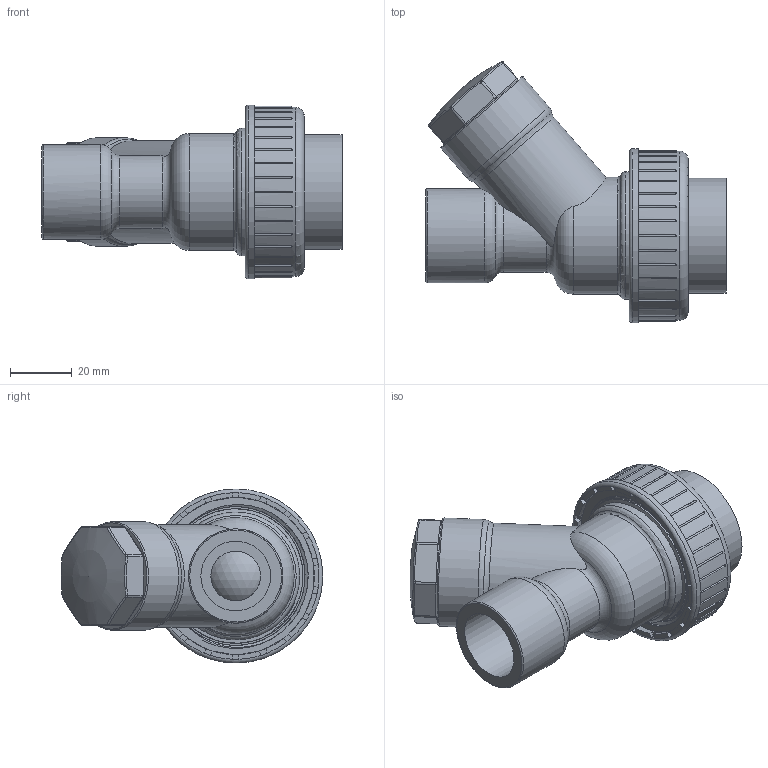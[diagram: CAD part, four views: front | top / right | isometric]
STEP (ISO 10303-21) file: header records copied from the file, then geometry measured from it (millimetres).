
FILE_DESCRIPTION(/* description */ (''),/* implementation_level */ '2;1');
FILE_NAME(/* name */ '20Y型止回阀透明.stp',/* time_stamp */ '2023-07-29T08:34:38+08:00',/* author */ (''),/* organization */ (''),/* preprocessor_version */ 'ST-DEVELOPER v16',/* originating_system */ 'SIEMENS PLM Software NX 10.0',/* authorisation */ '');
FILE_SCHEMA (('AUTOMOTIVE_DESIGN { 1 0 10303 214 3 1 1 1 }'));
Length unit declared in the file: millimetre
Products named in the file (1): gelv0BF02830j6ua
Bounding box: 97.26 x 84.75 x 56.4 mm (x, y, z)
Volume: 88938.3 mm3; surface area: 54703.9 mm2
Topology: 11 solids, 11 shells, 364 faces, 1020 edges, 648 vertices
Faces by surface type: plane 134, cylinder 113, torus 41, sphere 38, bspline 28, cone 9, revolution 1
Full cylindrical faces by diameter (mm): 15.7 x1, 16.12 x1, 18 x1, 20 x1, 22.582 x1, 23.3 x2, 24 x1, 24.117 x8, 25.125 x1, 26 x1, 28 x2, 28.7 x3, 28.8 x1, 29.728 x1, 30 x6, 30.592 x1, 33.165 x1, 33.6 x1, 34.7 x2, 35.048 x1, 35.276 x1, 35.5 x1, 36.058 x1, 37.2 x1, 37.889 x1, 38.04 x1, 38.4 x1, 41.41 x5, 43.44 x1, 51 x1
Entity records: 18464 total; most frequent: CARTESIAN_POINT 10539, DIRECTION 1601, ORIENTED_EDGE 1564, EDGE_CURVE 782, AXIS2_PLACEMENT_3D 664, VERTEX_POINT 546, EDGE_LOOP 451, ADVANCED_FACE 347
